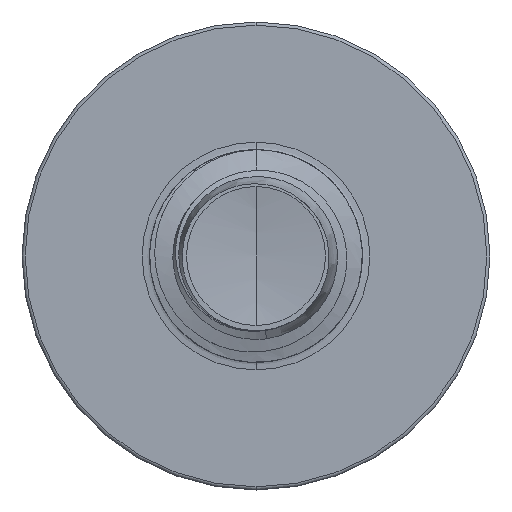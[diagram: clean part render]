
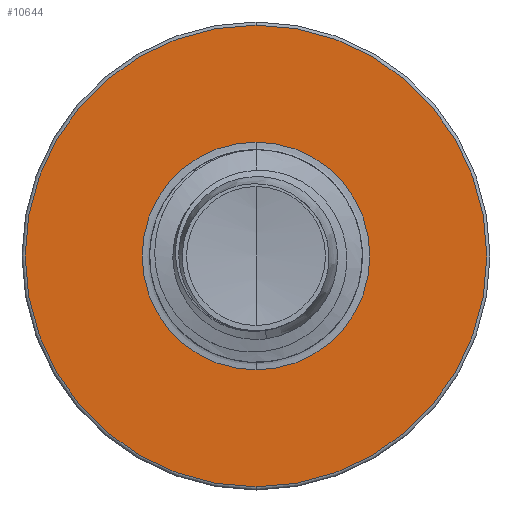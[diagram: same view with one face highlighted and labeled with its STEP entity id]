
A CAD part, front view. The second image highlights one B-rep face of the part: STEP entity #10644.
In plain terms, the highlighted planar face has unit normal (0, -1, 0).
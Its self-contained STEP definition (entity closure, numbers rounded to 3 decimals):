
#259 = PLANE ( 'NONE',  #19361 ) ;
#422 = VERTEX_POINT ( 'NONE', #10017 ) ;
#1099 = DIRECTION ( 'NONE',  ( 0., 0., 1. ) ) ;
#1111 = DIRECTION ( 'NONE',  ( 0., 0., 1. ) ) ;
#1136 = DIRECTION ( 'NONE',  ( 0., 1., 0. ) ) ;
#1175 = CARTESIAN_POINT ( 'NONE',  ( 0., 12.5, 0. ) ) ;
#1624 = ORIENTED_EDGE ( 'NONE', *, *, #5285, .T. ) ;
#1976 = AXIS2_PLACEMENT_3D ( 'NONE', #25573, #15653, #1111 ) ;
#5285 = EDGE_CURVE ( 'NONE', #11582, #24782, #10739, .T. ) ;
#6982 = DIRECTION ( 'NONE',  ( 0., 1., 0. ) ) ;
#7655 = EDGE_CURVE ( 'NONE', #422, #20423, #19840, .T. ) ;
#8817 = FACE_BOUND ( 'NONE', #14701, .T. ) ;
#10017 = CARTESIAN_POINT ( 'NONE',  ( 0., 12.5, -5.425 ) ) ;
#10644 = ADVANCED_FACE ( 'NONE', ( #23843, #8817 ), #259, .F. ) ;
#10739 = CIRCLE ( 'NONE', #19185, 2.677 ) ;
#11582 = VERTEX_POINT ( 'NONE', #11915 ) ;
#11586 = CIRCLE ( 'NONE', #1976, 2.677 ) ;
#11915 = CARTESIAN_POINT ( 'NONE',  ( 0., 12.5, 2.677 ) ) ;
#13897 = ORIENTED_EDGE ( 'NONE', *, *, #23306, .F. ) ;
#14701 = EDGE_LOOP ( 'NONE', ( #1624, #22502 ) ) ;
#15443 = CARTESIAN_POINT ( 'NONE',  ( 0., 12.5, -2.677 ) ) ;
#15653 = DIRECTION ( 'NONE',  ( 0., 1., 0. ) ) ;
#16428 = EDGE_LOOP ( 'NONE', ( #13897, #19816 ) ) ;
#17155 = AXIS2_PLACEMENT_3D ( 'NONE', #21758, #21706, #21701 ) ;
#17274 = DIRECTION ( 'NONE',  ( 0., 1., 0. ) ) ;
#17277 = DIRECTION ( 'NONE',  ( 0., 0., 1. ) ) ;
#17494 = CIRCLE ( 'NONE', #19099, 5.425 ) ;
#18109 = CARTESIAN_POINT ( 'NONE',  ( 0., 12.5, -2.677 ) ) ;
#19099 = AXIS2_PLACEMENT_3D ( 'NONE', #19730, #6982, #21599 ) ;
#19185 = AXIS2_PLACEMENT_3D ( 'NONE', #1175, #1136, #1099 ) ;
#19361 = AXIS2_PLACEMENT_3D ( 'NONE', #18109, #17274, #17277 ) ;
#19730 = CARTESIAN_POINT ( 'NONE',  ( 0., 12.5, 0. ) ) ;
#19816 = ORIENTED_EDGE ( 'NONE', *, *, #7655, .F. ) ;
#19840 = CIRCLE ( 'NONE', #17155, 5.425 ) ;
#20423 = VERTEX_POINT ( 'NONE', #22092 ) ;
#21599 = DIRECTION ( 'NONE',  ( 0., 0., 1. ) ) ;
#21701 = DIRECTION ( 'NONE',  ( 0., 0., 1. ) ) ;
#21706 = DIRECTION ( 'NONE',  ( 0., 1., 0. ) ) ;
#21758 = CARTESIAN_POINT ( 'NONE',  ( 0., 12.5, 0. ) ) ;
#22092 = CARTESIAN_POINT ( 'NONE',  ( 0., 12.5, 5.425 ) ) ;
#22502 = ORIENTED_EDGE ( 'NONE', *, *, #26114, .T. ) ;
#23306 = EDGE_CURVE ( 'NONE', #20423, #422, #17494, .T. ) ;
#23843 = FACE_OUTER_BOUND ( 'NONE', #16428, .T. ) ;
#24782 = VERTEX_POINT ( 'NONE', #15443 ) ;
#25573 = CARTESIAN_POINT ( 'NONE',  ( 0., 12.5, 0. ) ) ;
#26114 = EDGE_CURVE ( 'NONE', #24782, #11582, #11586, .T. ) ;
